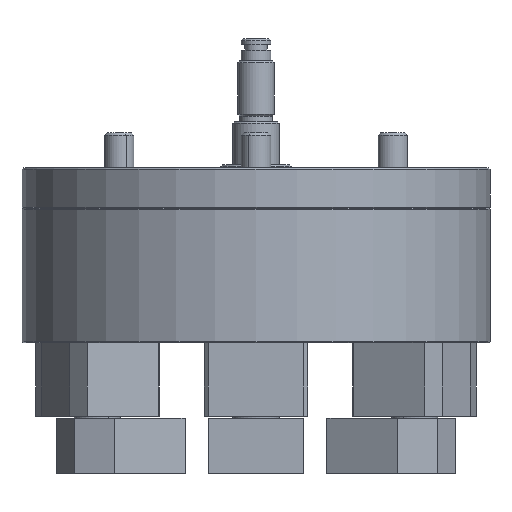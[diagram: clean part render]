
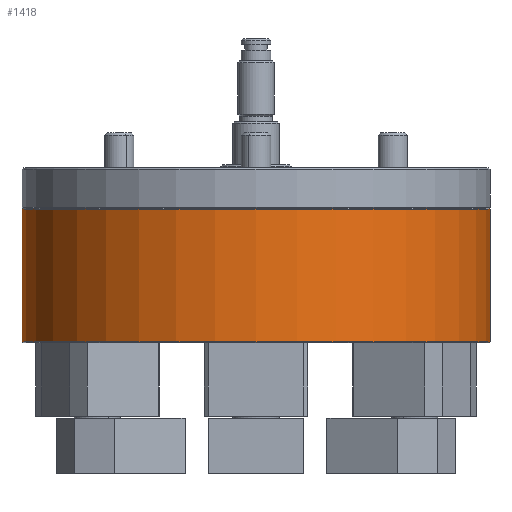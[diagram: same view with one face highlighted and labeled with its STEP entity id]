
A CAD part, front view. The second image highlights one B-rep face of the part: STEP entity #1418.
In plain terms, the highlighted cylindrical face has radius 127 mm (diameter 254 mm), a partial arc.
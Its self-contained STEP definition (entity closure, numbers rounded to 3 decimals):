
#51 = DIRECTION ( 'NONE',  ( 0., 0., 1. ) ) ;
#131 = EDGE_LOOP ( 'NONE', ( #8897, #3569, #9480, #9902 ) ) ;
#243 = DIRECTION ( 'NONE',  ( -1., 0., 0. ) ) ;
#802 = CARTESIAN_POINT ( 'NONE',  ( 0., 0., 0. ) ) ;
#1259 = VECTOR ( 'NONE', #9593, 1000. ) ;
#1418 = ADVANCED_FACE ( 'NONE', ( #2415 ), #6011, .T. ) ;
#1520 = VERTEX_POINT ( 'NONE', #8926 ) ;
#2326 = VERTEX_POINT ( 'NONE', #14093 ) ;
#2415 = FACE_OUTER_BOUND ( 'NONE', #131, .T. ) ;
#2527 = AXIS2_PLACEMENT_3D ( 'NONE', #13967, #243, #9380 ) ;
#3569 = ORIENTED_EDGE ( 'NONE', *, *, #11825, .T. ) ;
#5703 = VERTEX_POINT ( 'NONE', #10135 ) ;
#5747 = LINE ( 'NONE', #7993, #9155 ) ;
#6011 = CYLINDRICAL_SURFACE ( 'NONE', #8678, 127. ) ;
#6433 = AXIS2_PLACEMENT_3D ( 'NONE', #13712, #11320, #51 ) ;
#7993 = CARTESIAN_POINT ( 'NONE',  ( 0., 0., 127. ) ) ;
#8329 = EDGE_CURVE ( 'NONE', #1520, #2326, #14807, .T. ) ;
#8359 = CARTESIAN_POINT ( 'NONE',  ( 72.5, 0., 127. ) ) ;
#8459 = CARTESIAN_POINT ( 'NONE',  ( 0., 0., -127. ) ) ;
#8678 = AXIS2_PLACEMENT_3D ( 'NONE', #802, #10974, #13414 ) ;
#8897 = ORIENTED_EDGE ( 'NONE', *, *, #13078, .F. ) ;
#8926 = CARTESIAN_POINT ( 'NONE',  ( 0.5, 0., 127. ) ) ;
#9155 = VECTOR ( 'NONE', #13799, 1000. ) ;
#9380 = DIRECTION ( 'NONE',  ( 0., 0., -1. ) ) ;
#9480 = ORIENTED_EDGE ( 'NONE', *, *, #12264, .T. ) ;
#9593 = DIRECTION ( 'NONE',  ( -1., 0., 0. ) ) ;
#9659 = LINE ( 'NONE', #8459, #1259 ) ;
#9902 = ORIENTED_EDGE ( 'NONE', *, *, #8329, .T. ) ;
#10051 = CIRCLE ( 'NONE', #2527, 127. ) ;
#10135 = CARTESIAN_POINT ( 'NONE',  ( 72.5, 0., -127. ) ) ;
#10974 = DIRECTION ( 'NONE',  ( -1., 0., 0. ) ) ;
#11320 = DIRECTION ( 'NONE',  ( 1., 0., 0. ) ) ;
#11825 = EDGE_CURVE ( 'NONE', #5703, #13622, #10051, .T. ) ;
#12264 = EDGE_CURVE ( 'NONE', #13622, #1520, #5747, .T. ) ;
#13078 = EDGE_CURVE ( 'NONE', #5703, #2326, #9659, .T. ) ;
#13414 = DIRECTION ( 'NONE',  ( 0., 0., 1. ) ) ;
#13622 = VERTEX_POINT ( 'NONE', #8359 ) ;
#13712 = CARTESIAN_POINT ( 'NONE',  ( 0.5, 0., 0. ) ) ;
#13799 = DIRECTION ( 'NONE',  ( -1., 0., 0. ) ) ;
#13967 = CARTESIAN_POINT ( 'NONE',  ( 72.5, 0., 0. ) ) ;
#14093 = CARTESIAN_POINT ( 'NONE',  ( 0.5, 0., -127. ) ) ;
#14807 = CIRCLE ( 'NONE', #6433, 127. ) ;
